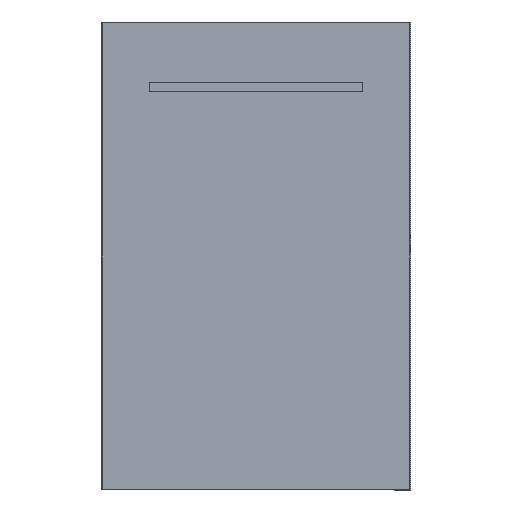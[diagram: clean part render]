
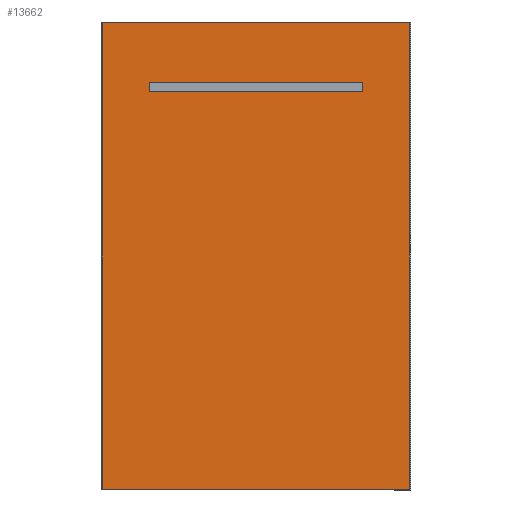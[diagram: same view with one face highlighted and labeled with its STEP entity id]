
A CAD part, front view. The second image highlights one B-rep face of the part: STEP entity #13662.
In plain terms, the highlighted planar face has unit normal (0, -1, 0).
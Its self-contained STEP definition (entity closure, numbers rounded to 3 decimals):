
#1086=FACE_OUTER_BOUND('',#1848,.T.);
#1848=EDGE_LOOP('',(#9100,#9101,#9102,#9103));
#2640=LINE('',#19583,#4173);
#2646=LINE('',#19595,#4179);
#2649=LINE('',#19600,#4182);
#2650=LINE('',#19602,#4183);
#4173=VECTOR('',#15647,338.);
#4179=VECTOR('',#15655,338.);
#4182=VECTOR('',#15662,512.);
#4183=VECTOR('',#15665,512.);
#5706=VERTEX_POINT('',#19580);
#5707=VERTEX_POINT('',#19582);
#5709=VERTEX_POINT('',#19588);
#5712=VERTEX_POINT('',#19593);
#7052=EDGE_CURVE('',#5706,#5707,#2640,.T.);
#7058=EDGE_CURVE('',#5712,#5709,#2646,.T.);
#7061=EDGE_CURVE('',#5707,#5712,#2649,.T.);
#7062=EDGE_CURVE('',#5706,#5709,#2650,.T.);
#9100=ORIENTED_EDGE('',*,*,#7062,.T.);
#9101=ORIENTED_EDGE('',*,*,#7058,.F.);
#9102=ORIENTED_EDGE('',*,*,#7061,.F.);
#9103=ORIENTED_EDGE('',*,*,#7052,.F.);
#13154=PLANE('',#14446);
#13662=ADVANCED_FACE('',(#1086),#13154,.F.);
#14446=AXIS2_PLACEMENT_3D('',#19601,#15663,#15664);
#15647=DIRECTION('',(-1.,0.,0.));
#15655=DIRECTION('',(1.,0.,0.));
#15662=DIRECTION('',(0.,0.,1.));
#15663=DIRECTION('center_axis',(0.,1.,0.));
#15664=DIRECTION('ref_axis',(0.,0.,1.));
#15665=DIRECTION('',(0.,0.,1.));
#19580=CARTESIAN_POINT('',(339.,-202.,1.));
#19582=CARTESIAN_POINT('',(1.,-202.,1.));
#19583=CARTESIAN_POINT('',(170.,-202.,1.));
#19588=CARTESIAN_POINT('',(339.,-202.,513.));
#19593=CARTESIAN_POINT('',(1.,-202.,513.));
#19595=CARTESIAN_POINT('',(170.,-202.,513.));
#19600=CARTESIAN_POINT('',(1.,-202.,257.));
#19601=CARTESIAN_POINT('Origin',(170.,-202.,257.));
#19602=CARTESIAN_POINT('',(339.,-202.,257.));
